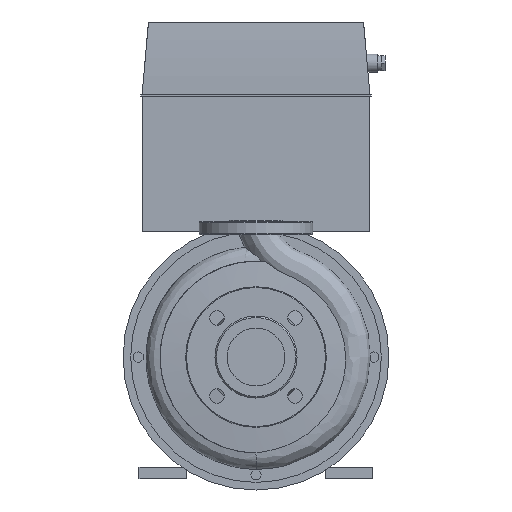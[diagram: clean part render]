
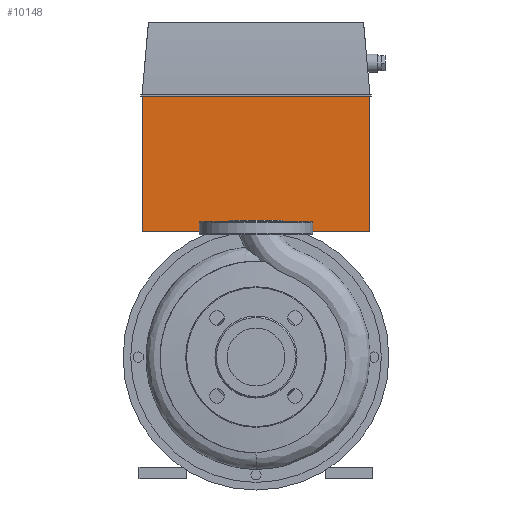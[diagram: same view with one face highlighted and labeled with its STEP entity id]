
A CAD part, left-side view. The second image highlights one B-rep face of the part: STEP entity #10148.
In plain terms, the highlighted planar face has unit normal (-1, 0, 0).
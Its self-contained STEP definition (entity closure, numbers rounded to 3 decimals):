
#938=LINE('',#21135,#1841);
#945=LINE('',#21153,#1848);
#948=LINE('',#21159,#1851);
#949=LINE('',#21160,#1852);
#1841=VECTOR('',#13930,10.);
#1848=VECTOR('',#13955,10.);
#1851=VECTOR('',#13960,10.);
#1852=VECTOR('',#13961,10.);
#2342=PLANE('',#11136);
#3058=FACE_OUTER_BOUND('',#3762,.T.);
#3762=EDGE_LOOP('',(#9366,#9367,#9368,#9369));
#5137=VERTEX_POINT('',#21131);
#5139=VERTEX_POINT('',#21134);
#5141=VERTEX_POINT('',#21152);
#5143=VERTEX_POINT('',#21158);
#6545=EDGE_CURVE('',#5139,#5137,#938,.T.);
#6554=EDGE_CURVE('',#5141,#5139,#945,.T.);
#6557=EDGE_CURVE('',#5137,#5143,#948,.T.);
#6558=EDGE_CURVE('',#5143,#5141,#949,.T.);
#9366=ORIENTED_EDGE('',*,*,#6545,.T.);
#9367=ORIENTED_EDGE('',*,*,#6557,.T.);
#9368=ORIENTED_EDGE('',*,*,#6558,.T.);
#9369=ORIENTED_EDGE('',*,*,#6554,.T.);
#10148=ADVANCED_FACE('',(#3058),#2342,.T.);
#11136=AXIS2_PLACEMENT_3D('',#21157,#13958,#13959);
#13930=DIRECTION('',(0.,1.,0.));
#13955=DIRECTION('',(0.,0.,1.));
#13958=DIRECTION('center_axis',(-1.,0.,0.));
#13959=DIRECTION('ref_axis',(0.,0.,1.));
#13960=DIRECTION('',(0.,0.,-1.));
#13961=DIRECTION('',(0.,-1.,0.));
#21131=CARTESIAN_POINT('',(301.7,150.,503.4));
#21134=CARTESIAN_POINT('',(301.7,-150.,503.4));
#21135=CARTESIAN_POINT('',(301.7,0.,503.4));
#21152=CARTESIAN_POINT('',(301.7,-150.,325.));
#21153=CARTESIAN_POINT('',(301.7,-150.,325.));
#21157=CARTESIAN_POINT('Origin',(301.7,0.,504.4));
#21158=CARTESIAN_POINT('',(301.7,150.,325.));
#21159=CARTESIAN_POINT('',(301.7,150.,325.));
#21160=CARTESIAN_POINT('',(301.7,0.,325.));
